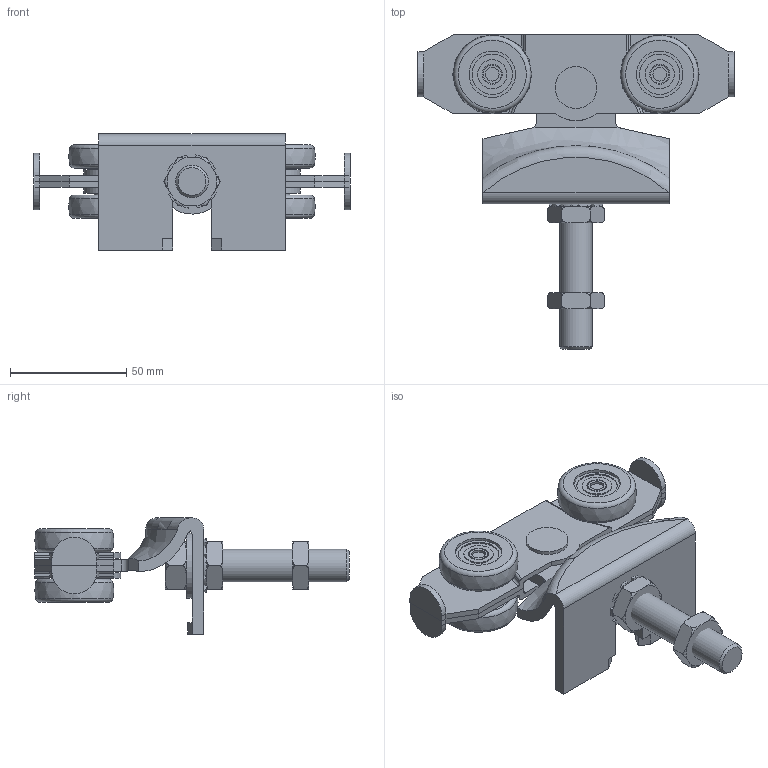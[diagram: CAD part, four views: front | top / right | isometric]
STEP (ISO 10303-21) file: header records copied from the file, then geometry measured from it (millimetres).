
FILE_DESCRIPTION(/* description */ (''),/* implementation_level */ '2;1');
FILE_NAME(/* name */ '9242S.stp',/* time_stamp */ '2016-12-13T14:32:43+01:00',/* author */ ('ANTHONY'),/* organization */ (''),/* preprocessor_version */ 'ST-DEVELOPER v16.5',/* originating_system */ 'Autodesk Inventor 2017',/* authorisation */ '');
FILE_SCHEMA (('AUTOMOTIVE_DESIGN { 1 0 10303 214 3 1 1 }'));
Length unit declared in the file: millimetre
Products named in the file (23): 9242S; 39242; 15671; 15172; 15179; GALB34S; 18253; 09114; GALB34S_1; 18253_1; 09114_1; GALB34S_2; 18253_2; 09114_2; 09117; 18256; 18256_1; 18257; S4H; 04545; 06014; 15742; 09018
Assembly tree (30 placements, depth 3):
  9242S
    39242
      15671
      15172
      15179  x2
    GALB34S
      18253
      09114
      09117
    GALB34S_1
      18253_1
      09114_1
      09117
    GALB34S_2  x2
      18253_2
      09114_2
      09117
    18256
    18256_1
    18257  x4
    S4H
      04545
      06014  x2
      15742
      09018
Bounding box: 136 x 135.19 x 50 mm (x, y, z)
Volume: 111561.9 mm3; surface area: 74927.6 mm2
Topology: 27 solids, 55 shells, 608 faces, 1448 edges, 947 vertices
Faces by surface type: plane 269, cylinder 203, torus 99, sphere 24, bspline 11, cone 2
Full cylindrical faces by diameter (mm): 2 x8, 5.8 x4, 7.8 x4, 8 x4, 8.1 x4, 11.835 x2, 12.1 x4, 12.564 x16, 14 x1, 14.2 x1, 14.3 x1, 15.8 x1, 16.2 x3, 17.436 x16, 18 x1, 20 x4, 21 x4, 22 x12, 22.969 x4, 28 x1
Entity records: 12862 total; most frequent: CARTESIAN_POINT 2822, DIRECTION 2130, ORIENTED_EDGE 1772, AXIS2_PLACEMENT_3D 878, EDGE_CURVE 850, VERTEX_POINT 611, EDGE_LOOP 591, ADVANCED_FACE 416
